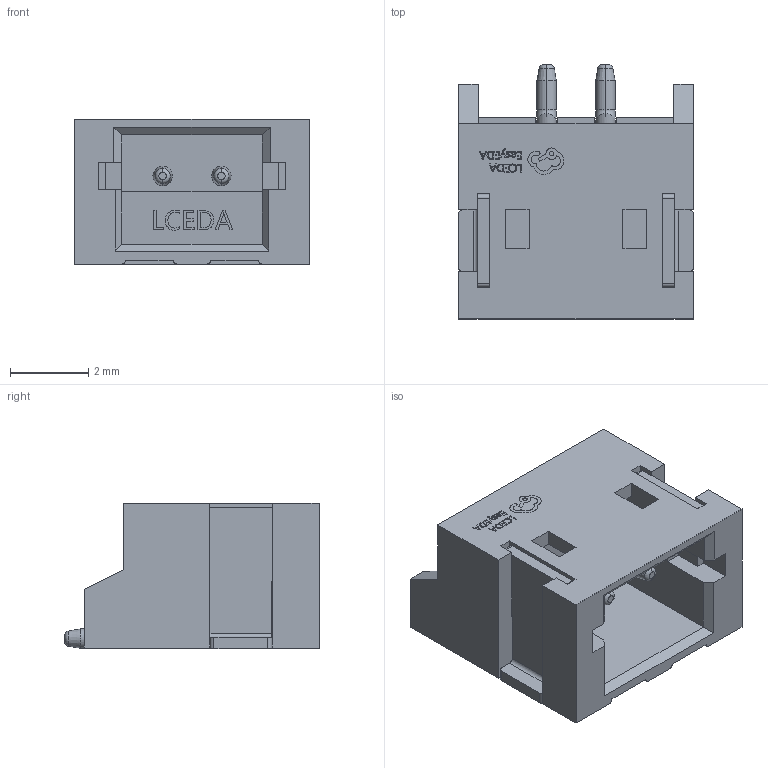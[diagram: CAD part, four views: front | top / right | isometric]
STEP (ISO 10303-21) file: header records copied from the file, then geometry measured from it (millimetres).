
FILE_DESCRIPTION (( 'STEP AP214' ), '1' );
FILE_NAME ('CONN-SMD_ZH1.5-WS-2P.step', '2022-08-08T03:47:29', ( '' ), ( '' ), 'SwSTEP 2.0', 'SolidWorks 2020', '' );
FILE_SCHEMA (( 'AUTOMOTIVE_DESIGN' ));
Length unit declared in the file: millimetre
Products named in the file (1): CONN-SMD_ZH1.5-WS-2P
Bounding box: 6 x 6.5 x 3.72 mm (x, y, z)
Volume: 69.8 mm3; surface area: 273.4 mm2
Topology: 16 solids, 16 shells, 453 faces, 1205 edges, 790 vertices
Faces by surface type: plane 281, bspline 112, cylinder 28, torus 24, cone 8
Entity records: 20363 total; most frequent: CARTESIAN_POINT 4597, ORIENTED_EDGE 2410, DIRECTION 1761, EDGE_CURVE 1205, LINE 869, VECTOR 869, VERTEX_POINT 790, EDGE_LOOP 479
